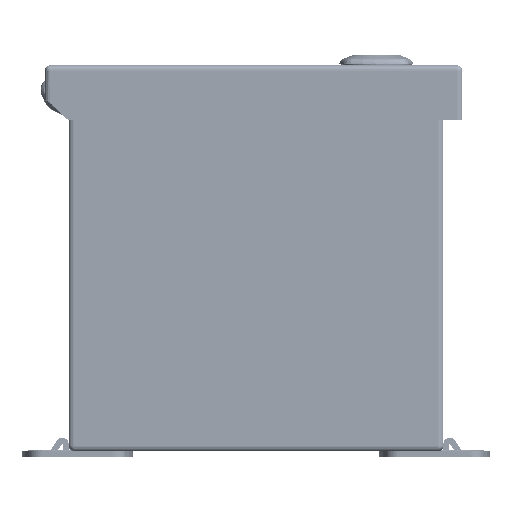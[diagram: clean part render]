
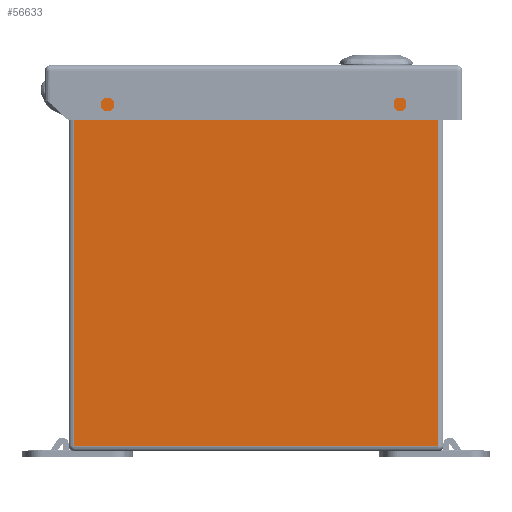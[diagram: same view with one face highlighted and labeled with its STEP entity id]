
A CAD part, front view. The second image highlights one B-rep face of the part: STEP entity #56633.
In plain terms, the highlighted planar face has unit normal (0, -1, 0).
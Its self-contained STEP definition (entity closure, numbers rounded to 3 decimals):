
#3715=LINE('',#82518,#8452);
#3717=LINE('',#82528,#8454);
#3718=LINE('',#82530,#8455);
#3719=LINE('',#82532,#8456);
#3720=LINE('',#82534,#8457);
#3721=LINE('',#82535,#8458);
#8452=VECTOR('',#66648,0.394);
#8454=VECTOR('',#66662,0.394);
#8455=VECTOR('',#66663,0.394);
#8456=VECTOR('',#66664,0.394);
#8457=VECTOR('',#66665,0.394);
#8458=VECTOR('',#66666,0.394);
#13961=FACE_OUTER_BOUND('',#17471,.T.);
#17471=EDGE_LOOP('',(#37742,#37743,#37744,#37745,#37746,#37747));
#23514=VERTEX_POINT('',#82512);
#23516=VERTEX_POINT('',#82516);
#23518=VERTEX_POINT('',#82527);
#23519=VERTEX_POINT('',#82529);
#23520=VERTEX_POINT('',#82531);
#23521=VERTEX_POINT('',#82533);
#28942=EDGE_CURVE('',#23516,#23514,#3715,.T.);
#28947=EDGE_CURVE('',#23518,#23516,#3717,.T.);
#28948=EDGE_CURVE('',#23518,#23519,#3718,.T.);
#28949=EDGE_CURVE('',#23520,#23519,#3719,.T.);
#28950=EDGE_CURVE('',#23521,#23520,#3720,.T.);
#28951=EDGE_CURVE('',#23521,#23514,#3721,.T.);
#37742=ORIENTED_EDGE('',*,*,#28942,.F.);
#37743=ORIENTED_EDGE('',*,*,#28947,.F.);
#37744=ORIENTED_EDGE('',*,*,#28948,.T.);
#37745=ORIENTED_EDGE('',*,*,#28949,.F.);
#37746=ORIENTED_EDGE('',*,*,#28950,.F.);
#37747=ORIENTED_EDGE('',*,*,#28951,.T.);
#55133=PLANE('',#60964);
#56633=ADVANCED_FACE('',(#13961),#55133,.F.);
#60964=AXIS2_PLACEMENT_3D('',#82526,#66660,#66661);
#66648=DIRECTION('',(1.,0.,0.));
#66660=DIRECTION('center_axis',(0.,1.,0.));
#66661=DIRECTION('ref_axis',(0.,0.,1.));
#66662=DIRECTION('',(0.,0.,1.));
#66663=DIRECTION('',(1.,0.,0.));
#66664=DIRECTION('',(0.,0.,-1.));
#66665=DIRECTION('',(1.,0.,0.));
#66666=DIRECTION('',(-1.,0.,0.));
#82512=CARTESIAN_POINT('',(-2.605,-30.,5.914));
#82516=CARTESIAN_POINT('',(-2.914,-30.,5.914));
#82518=CARTESIAN_POINT('',(-1.215,-30.,5.914));
#82526=CARTESIAN_POINT('Origin',(0.527,-30.,3.175));
#82527=CARTESIAN_POINT('',(-2.914,-30.,0.086));
#82528=CARTESIAN_POINT('',(-2.914,-30.,3.175));
#82529=CARTESIAN_POINT('',(2.914,-30.,0.086));
#82530=CARTESIAN_POINT('',(122.814,-30.,0.086));
#82531=CARTESIAN_POINT('',(2.914,-30.,5.914));
#82532=CARTESIAN_POINT('',(2.914,-30.,3.175));
#82533=CARTESIAN_POINT('',(2.605,-30.,5.914));
#82534=CARTESIAN_POINT('',(-1.215,-30.,5.914));
#82535=CARTESIAN_POINT('',(-1.198,-30.,5.914));
